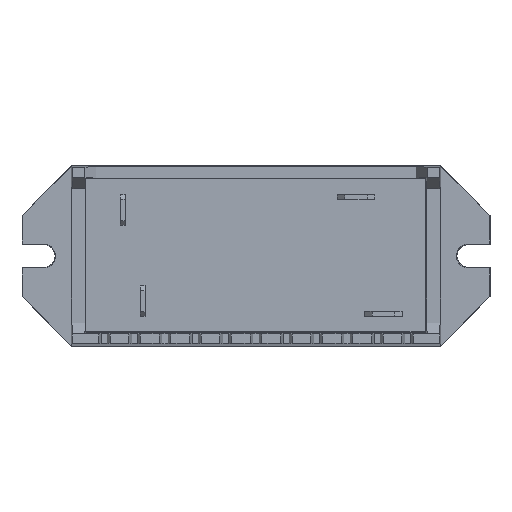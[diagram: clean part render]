
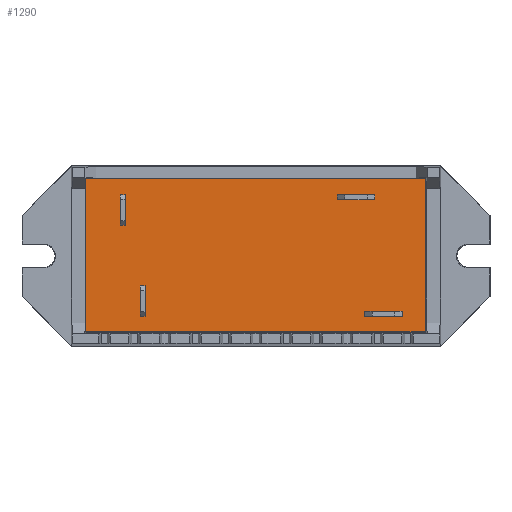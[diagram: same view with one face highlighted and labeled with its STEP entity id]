
A CAD part, top view. The second image highlights one B-rep face of the part: STEP entity #1290.
In plain terms, the highlighted planar face has unit normal (0, 0, 1).
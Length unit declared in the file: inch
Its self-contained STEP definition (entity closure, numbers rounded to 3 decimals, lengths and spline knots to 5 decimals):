
#1155 = EDGE_CURVE ( 'NONE', #1204, #1292, #6642, .T. ) ;
#1204 = VERTEX_POINT ( 'NONE', #6717 ) ;
#1206 = ORIENTED_EDGE ( 'NONE', *, *, #1278, .T. ) ;
#1276 = EDGE_CURVE ( 'NONE', #1288, #1204, #6927, .T. ) ;
#1278 = EDGE_CURVE ( 'NONE', #1287, #1288, #6922, .T. ) ;
#1287 = VERTEX_POINT ( 'NONE', #6962 ) ;
#1288 = VERTEX_POINT ( 'NONE', #6961 ) ;
#1290 = ADVANCED_FACE ( 'NONE', ( #6956 ), #6953, .T. ) ;
#1292 = VERTEX_POINT ( 'NONE', #6988 ) ;
#1296 = ORIENTED_EDGE ( 'NONE', *, *, #1276, .T. ) ;
#1301 = ORIENTED_EDGE ( 'NONE', *, *, #1155, .T. ) ;
#1302 = EDGE_CURVE ( 'NONE', #1292, #1287, #7001, .T. ) ;
#1307 = EDGE_LOOP ( 'NONE', ( #1206, #1296, #1301, #1365 ) ) ;
#1365 = ORIENTED_EDGE ( 'NONE', *, *, #1302, .T. ) ;
#6639 = DIRECTION ( 'NONE',  ( 0., -1., 0. ) ) ;
#6640 = VECTOR ( 'NONE', #6639, 39.37008 ) ;
#6641 = CARTESIAN_POINT ( 'NONE',  ( -0.97538, 0.08819, 0.31284 ) ) ;
#6642 = LINE ( 'NONE', #6641, #6640 ) ;
#6717 = CARTESIAN_POINT ( 'NONE',  ( -0.97538, 0.59549, 0.31284 ) ) ;
#6919 = DIRECTION ( 'NONE',  ( 0., 1., 0. ) ) ;
#6920 = VECTOR ( 'NONE', #6919, 39.37008 ) ;
#6921 = CARTESIAN_POINT ( 'NONE',  ( 1.26523, 0.08819, 0.31284 ) ) ;
#6922 = LINE ( 'NONE', #6921, #6920 ) ;
#6923 = AXIS2_PLACEMENT_3D ( 'NONE', #6930, #6991, #6990 ) ;
#6924 = DIRECTION ( 'NONE',  ( -1., 0., 0. ) ) ;
#6925 = VECTOR ( 'NONE', #6924, 39.37008 ) ;
#6926 = CARTESIAN_POINT ( 'NONE',  ( 0.14492, 0.59549, 0.31284 ) ) ;
#6927 = LINE ( 'NONE', #6926, #6925 ) ;
#6930 = CARTESIAN_POINT ( 'NONE',  ( -0.97538, 0.59549, 0.31284 ) ) ;
#6953 = PLANE ( 'NONE',  #6923 ) ;
#6956 = FACE_OUTER_BOUND ( 'NONE', #1307, .T. ) ;
#6961 = CARTESIAN_POINT ( 'NONE',  ( 1.26523, 0.59549, 0.31284 ) ) ;
#6962 = CARTESIAN_POINT ( 'NONE',  ( 1.26523, -0.41912, 0.31284 ) ) ;
#6988 = CARTESIAN_POINT ( 'NONE',  ( -0.97538, -0.41912, 0.31284 ) ) ;
#6990 = DIRECTION ( 'NONE',  ( 0., -1., 0. ) ) ;
#6991 = DIRECTION ( 'NONE',  ( 0., 0., 1. ) ) ;
#6998 = DIRECTION ( 'NONE',  ( 1., 0., 0. ) ) ;
#6999 = VECTOR ( 'NONE', #6998, 39.37008 ) ;
#7000 = CARTESIAN_POINT ( 'NONE',  ( 0.14492, -0.41912, 0.31284 ) ) ;
#7001 = LINE ( 'NONE', #7000, #6999 ) ;
